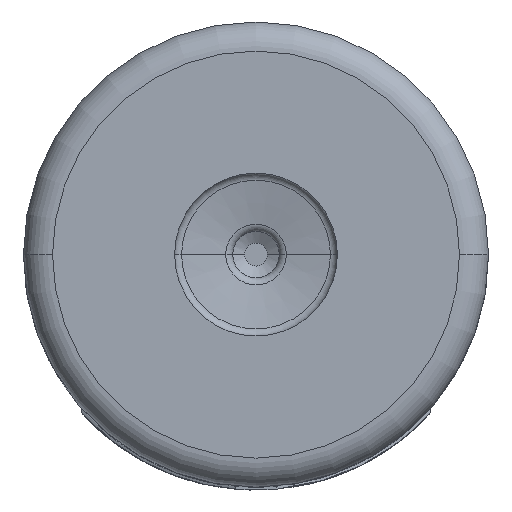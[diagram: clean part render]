
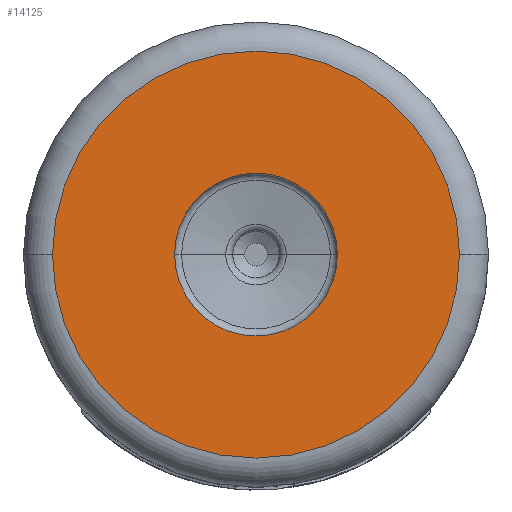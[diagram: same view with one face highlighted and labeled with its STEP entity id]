
A CAD part, front view. The second image highlights one B-rep face of the part: STEP entity #14125.
In plain terms, the highlighted planar face has unit normal (0, -1, 0).
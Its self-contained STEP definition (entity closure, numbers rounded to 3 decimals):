
#1939=CARTESIAN_POINT('',(0.,-4.,0.));
#1940=DIRECTION('',(0.,-1.,0.));
#1941=DIRECTION('',(1.,0.,0.));
#1942=AXIS2_PLACEMENT_3D('',#1939,#1940,#1941);
#1954=CARTESIAN_POINT('',(0.,-4.,0.));
#1955=DIRECTION('',(0.,-1.,0.));
#1956=DIRECTION('',(-1.,0.,0.));
#1957=AXIS2_PLACEMENT_3D('',#1954,#1955,#1956);
#1959=CARTESIAN_POINT('',(0.,-4.,0.));
#1960=DIRECTION('',(0.,-1.,0.));
#1961=DIRECTION('',(1.,0.,0.));
#1962=AXIS2_PLACEMENT_3D('',#1959,#1960,#1961);
#1964=CARTESIAN_POINT('',(0.,-4.,0.));
#1965=DIRECTION('',(0.,-1.,0.));
#1966=DIRECTION('',(-1.,0.,0.));
#1967=AXIS2_PLACEMENT_3D('',#1964,#1965,#1966);
#12033=CARTESIAN_POINT('',(-1.4,-4.,0.));
#12034=CARTESIAN_POINT('',(1.4,-4.,0.));
#12035=VERTEX_POINT('',#12033);
#12036=VERTEX_POINT('',#12034);
#12037=CARTESIAN_POINT('',(3.5,-4.,0.));
#12038=CARTESIAN_POINT('',(-3.5,-4.,0.));
#12039=VERTEX_POINT('',#12037);
#12040=VERTEX_POINT('',#12038);
#14109=CARTESIAN_POINT('',(0.,-4.,0.));
#14110=DIRECTION('',(0.,1.,0.));
#14111=DIRECTION('',(1.,0.,0.));
#14112=AXIS2_PLACEMENT_3D('',#14109,#14110,#14111);
#14113=PLANE('',#14112);
#14114=ORIENTED_EDGE('',*,*,#14099,.F.);
#14116=ORIENTED_EDGE('',*,*,#14115,.F.);
#14117=EDGE_LOOP('',(#14114,#14116));
#14118=FACE_OUTER_BOUND('',#14117,.F.);
#14120=ORIENTED_EDGE('',*,*,#14119,.T.);
#14122=ORIENTED_EDGE('',*,*,#14121,.T.);
#14123=EDGE_LOOP('',(#14120,#14122));
#14124=FACE_BOUND('',#14123,.F.);
#14125=ADVANCED_FACE('',(#14118,#14124),#14113,.F.);
#1943=CIRCLE('',#1942,3.5);
#1958=CIRCLE('',#1957,1.4);
#1963=CIRCLE('',#1962,1.4);
#1968=CIRCLE('',#1967,3.5);
#14099=EDGE_CURVE('',#12039,#12040,#1943,.T.);
#14115=EDGE_CURVE('',#12040,#12039,#1968,.T.);
#14119=EDGE_CURVE('',#12035,#12036,#1958,.T.);
#14121=EDGE_CURVE('',#12036,#12035,#1963,.T.);
